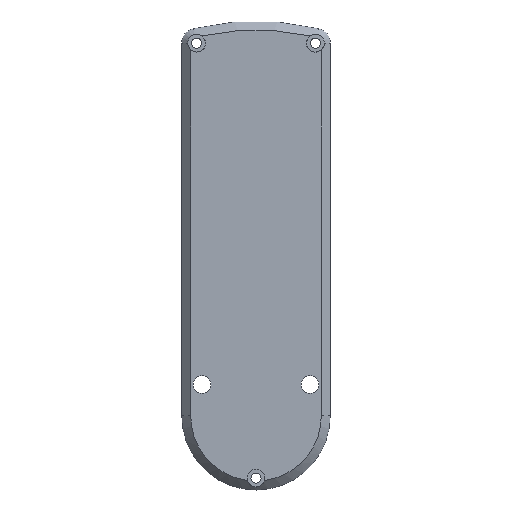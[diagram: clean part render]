
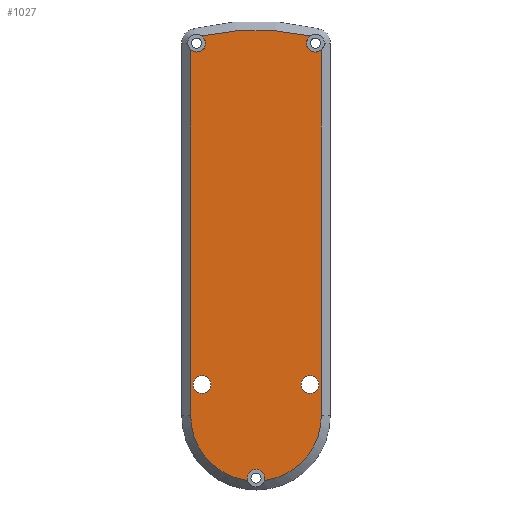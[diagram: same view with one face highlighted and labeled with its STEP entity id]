
A CAD part, front view. The second image highlights one B-rep face of the part: STEP entity #1027.
In plain terms, the highlighted planar face has unit normal (0, -1, 0).
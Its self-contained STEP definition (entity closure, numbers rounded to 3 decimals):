
#20=FACE_BOUND('',#169,.T.);
#21=FACE_BOUND('',#170,.T.);
#62=PLANE('',#1138);
#109=FACE_OUTER_BOUND('',#168,.T.);
#168=EDGE_LOOP('',(#865,#866,#867,#868,#869,#870,#871,#872,#873,#874));
#169=EDGE_LOOP('',(#875));
#170=EDGE_LOOP('',(#876));
#194=CIRCLE('',#1056,3.);
#216=CIRCLE('',#1109,3.);
#218=CIRCLE('',#1114,3.);
#222=CIRCLE('',#1120,3.);
#224=CIRCLE('',#1123,3.);
#226=CIRCLE('',#1125,3.);
#229=CIRCLE('',#1131,3.);
#233=CIRCLE('',#1139,22.);
#234=CIRCLE('',#1140,86.195);
#235=CIRCLE('',#1141,22.);
#315=LINE('',#1756,#403);
#319=LINE('',#1770,#407);
#403=VECTOR('',#1394,10.);
#407=VECTOR('',#1410,10.);
#421=VERTEX_POINT('',#1474);
#423=VERTEX_POINT('',#1477);
#481=VERTEX_POINT('',#1672);
#483=VERTEX_POINT('',#1688);
#485=VERTEX_POINT('',#1691);
#489=VERTEX_POINT('',#1712);
#491=VERTEX_POINT('',#1718);
#493=VERTEX_POINT('',#1730);
#495=VERTEX_POINT('',#1735);
#498=VERTEX_POINT('',#1744);
#502=VERTEX_POINT('',#1754);
#506=VERTEX_POINT('',#1768);
#518=EDGE_CURVE('',#423,#421,#194,.T.);
#608=EDGE_CURVE('',#421,#481,#216,.T.);
#611=EDGE_CURVE('',#485,#483,#218,.T.);
#617=EDGE_CURVE('',#489,#489,#222,.T.);
#621=EDGE_CURVE('',#493,#491,#224,.T.);
#624=EDGE_CURVE('',#495,#493,#226,.T.);
#628=EDGE_CURVE('',#498,#498,#229,.T.);
#634=EDGE_CURVE('',#502,#483,#315,.T.);
#640=EDGE_CURVE('',#506,#481,#233,.T.);
#641=EDGE_CURVE('',#495,#506,#319,.T.);
#642=EDGE_CURVE('',#485,#491,#234,.T.);
#643=EDGE_CURVE('',#423,#502,#235,.T.);
#865=ORIENTED_EDGE('',*,*,#518,.T.);
#866=ORIENTED_EDGE('',*,*,#608,.T.);
#867=ORIENTED_EDGE('',*,*,#640,.F.);
#868=ORIENTED_EDGE('',*,*,#641,.F.);
#869=ORIENTED_EDGE('',*,*,#624,.T.);
#870=ORIENTED_EDGE('',*,*,#621,.T.);
#871=ORIENTED_EDGE('',*,*,#642,.F.);
#872=ORIENTED_EDGE('',*,*,#611,.T.);
#873=ORIENTED_EDGE('',*,*,#634,.F.);
#874=ORIENTED_EDGE('',*,*,#643,.F.);
#875=ORIENTED_EDGE('',*,*,#628,.T.);
#876=ORIENTED_EDGE('',*,*,#617,.T.);
#1027=ADVANCED_FACE('',(#109,#20,#21),#62,.T.);
#1056=AXIS2_PLACEMENT_3D('',#1478,#1169,#1170);
#1109=AXIS2_PLACEMENT_3D('',#1683,#1337,#1338);
#1114=AXIS2_PLACEMENT_3D('',#1692,#1347,#1348);
#1120=AXIS2_PLACEMENT_3D('',#1713,#1360,#1361);
#1123=AXIS2_PLACEMENT_3D('',#1731,#1367,#1368);
#1125=AXIS2_PLACEMENT_3D('',#1736,#1372,#1373);
#1131=AXIS2_PLACEMENT_3D('',#1745,#1384,#1385);
#1138=AXIS2_PLACEMENT_3D('',#1767,#1406,#1407);
#1139=AXIS2_PLACEMENT_3D('',#1769,#1408,#1409);
#1140=AXIS2_PLACEMENT_3D('',#1771,#1411,#1412);
#1141=AXIS2_PLACEMENT_3D('',#1772,#1413,#1414);
#1169=DIRECTION('center_axis',(0.,1.,0.));
#1170=DIRECTION('ref_axis',(1.,0.,0.));
#1337=DIRECTION('center_axis',(0.,1.,0.));
#1338=DIRECTION('ref_axis',(1.,0.,0.));
#1347=DIRECTION('center_axis',(0.,1.,0.));
#1348=DIRECTION('ref_axis',(1.,0.,0.));
#1360=DIRECTION('center_axis',(0.,1.,0.));
#1361=DIRECTION('ref_axis',(1.,0.,0.));
#1367=DIRECTION('center_axis',(0.,1.,0.));
#1368=DIRECTION('ref_axis',(1.,0.,0.));
#1372=DIRECTION('center_axis',(0.,1.,0.));
#1373=DIRECTION('ref_axis',(1.,0.,0.));
#1384=DIRECTION('center_axis',(0.,1.,0.));
#1385=DIRECTION('ref_axis',(1.,0.,0.));
#1394=DIRECTION('',(0.,0.,1.));
#1406=DIRECTION('center_axis',(0.,-1.,0.));
#1407=DIRECTION('ref_axis',(1.,0.,0.));
#1408=DIRECTION('center_axis',(0.,1.,0.));
#1409=DIRECTION('ref_axis',(-1.,0.,0.));
#1410=DIRECTION('',(0.,0.,-1.));
#1411=DIRECTION('center_axis',(0.,1.,0.));
#1412=DIRECTION('ref_axis',(0.238,0.,0.971));
#1413=DIRECTION('center_axis',(0.,1.,0.));
#1414=DIRECTION('ref_axis',(-1.,0.,0.));
#1474=CARTESIAN_POINT('',(-3.,-4.5,-21.));
#1477=CARTESIAN_POINT('',(-2.889,-4.5,-21.81));
#1478=CARTESIAN_POINT('Origin',(0.,-4.5,-21.));
#1672=CARTESIAN_POINT('',(2.889,-4.5,-21.81));
#1683=CARTESIAN_POINT('Origin',(0.,-4.5,-21.));
#1688=CARTESIAN_POINT('',(-22.,-4.5,123.264));
#1691=CARTESIAN_POINT('',(-18.271,-4.5,127.951));
#1692=CARTESIAN_POINT('Origin',(-20.,-4.5,125.5));
#1712=CARTESIAN_POINT('',(15.187,-4.5,10.5));
#1713=CARTESIAN_POINT('Origin',(18.187,-4.5,10.5));
#1718=CARTESIAN_POINT('',(18.271,-4.5,127.951));
#1730=CARTESIAN_POINT('',(17.,-4.5,125.5));
#1731=CARTESIAN_POINT('Origin',(20.,-4.5,125.5));
#1735=CARTESIAN_POINT('',(22.,-4.5,123.264));
#1736=CARTESIAN_POINT('Origin',(20.,-4.5,125.5));
#1744=CARTESIAN_POINT('',(-21.187,-4.5,10.5));
#1745=CARTESIAN_POINT('Origin',(-18.187,-4.5,10.5));
#1754=CARTESIAN_POINT('',(-22.,-4.5,0.));
#1756=CARTESIAN_POINT('',(-22.,-4.5,89.727));
#1767=CARTESIAN_POINT('Origin',(0.,-4.5,53.955));
#1768=CARTESIAN_POINT('',(22.,-4.5,0.));
#1769=CARTESIAN_POINT('Origin',(0.,-4.5,0.));
#1770=CARTESIAN_POINT('',(22.,-4.5,26.977));
#1771=CARTESIAN_POINT('Origin',(0.,-4.5,43.715));
#1772=CARTESIAN_POINT('Origin',(0.,-4.5,0.));
